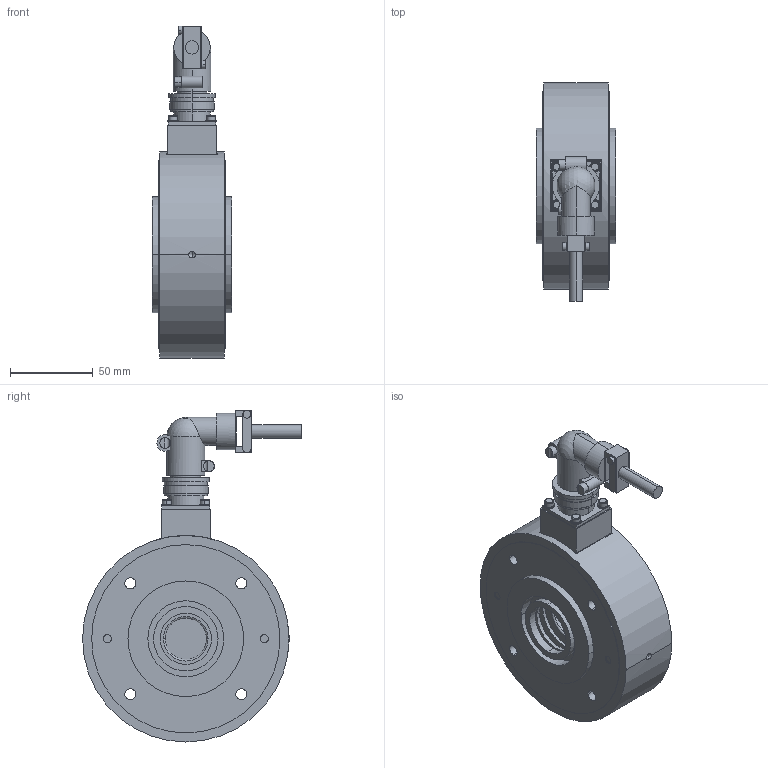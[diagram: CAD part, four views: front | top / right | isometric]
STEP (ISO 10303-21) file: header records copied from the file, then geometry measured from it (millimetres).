
FILE_DESCRIPTION((''),'2;1');
FILE_NAME('50012.stp','2007-01-12T12:24:00',(''),(''),'Mechanical Desktop 2007','Mechanical Desktop 2007',', , ');
FILE_SCHEMA(('CONFIG_CONTROL_DESIGN'));
Length unit declared in the file: millimetre
Products named in the file (25): L50012; L4832404; L47956; TEIL1AAAA; L47955; TEIL1AAA; L49026; TEIL1A; I-6KT_SCHRAUBE_M6X35NK; I-6KT_SCHRAUBE_M6X35NKA; I-6KT_SCHRAUBE_M3X25A; I-6KT_SCHRAUBE_M3X25; FEDERRING_M3A; FEDERRING_M3; SICHERUNGSRING_J52A; SICHERUNGSRING_J52; V_RING_V31A; V_RING_V32A; L4340303; TEIL1; PENDELKUGELLAGER_1205TVA; PENDELKUGELLAGER_1205TV; FLANSCHDOSE_WINKEL_AMPH_4-POLIG; TEIL1AA; RM_SDB
Assembly tree (34 placements, depth 3):
  L50012
    L4832404
    L47956
      TEIL1AAAA
    L47955
      TEIL1AAA
    L49026
      TEIL1A
    I-6KT_SCHRAUBE_M6X35NK  x2
      I-6KT_SCHRAUBE_M6X35NKA
    I-6KT_SCHRAUBE_M3X25A  x4
      I-6KT_SCHRAUBE_M3X25
    FEDERRING_M3A  x4
      FEDERRING_M3
    SICHERUNGSRING_J52A
      SICHERUNGSRING_J52
    V_RING_V31A
      V_RING_V32A
    L4340303  x2
      TEIL1
    PENDELKUGELLAGER_1205TVA
      PENDELKUGELLAGER_1205TV
    FLANSCHDOSE_WINKEL_AMPH_4-POLIG
      TEIL1AA
    RM_SDB  x3
Bounding box: 48.1 x 132.5 x 201 mm (x, y, z)
Volume: 490978.4 mm3; surface area: 146420.7 mm2
Topology: 20 solids, 20 shells, 412 faces, 1017 edges, 676 vertices
Faces by surface type: cylinder 242, plane 119, cone 28, torus 20, bspline 2, sphere 1
Entity records: 10668 total; most frequent: CARTESIAN_POINT 2089, DIRECTION 1918, ORIENTED_EDGE 1546, AXIS2_PLACEMENT_3D 801, EDGE_CURVE 773, VERTEX_POINT 510, CIRCLE 450, EDGE_LOOP 431
